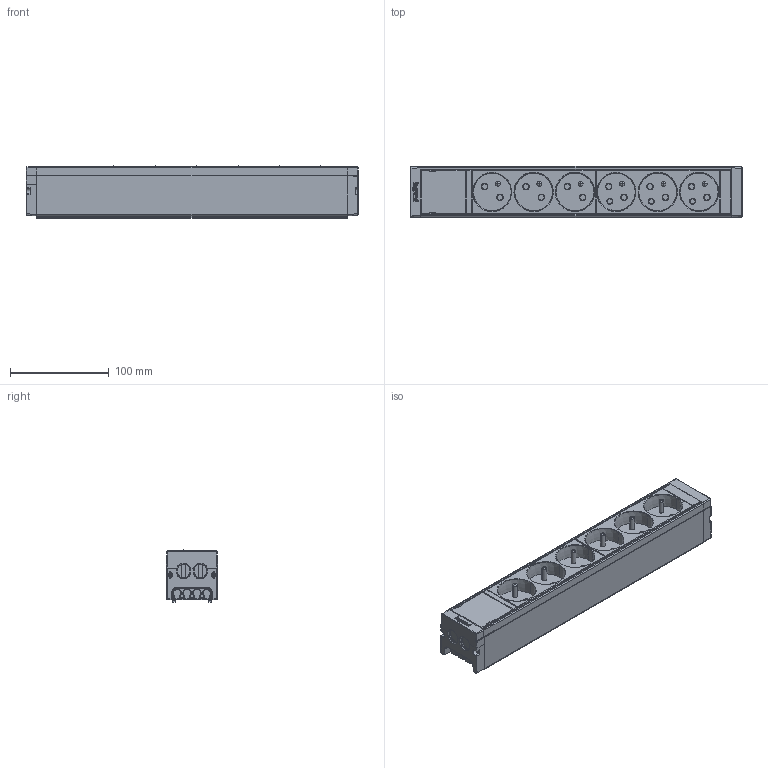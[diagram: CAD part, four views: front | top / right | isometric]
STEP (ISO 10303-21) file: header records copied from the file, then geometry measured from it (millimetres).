
FILE_DESCRIPTION(('CATIA V5 STEP Exchange','CAx-IF Rec.Pracs.--- Model Styling and Organization---1.5--- 2016-08-15','CAx-IF Rec.Pracs.---Supplemental Geometry---1.0---2011-11-01','CAx-IF Rec.Pracs.--- Composite Materials ---1.1---2010-07-15'),'2;1');
FILE_NAME('073402.stp','2022-11-15T14:56:18+00:00',('none'),('none'),'CATIA Version 5-6 Release 2020 SP3','CATIA V5 STEP AP214 v2','none');
FILE_SCHEMA(('AUTOMOTIVE_DESIGN { 1 0 10303 214 1 1 1 1 }'));
Products named in the file (1): 073402
Bounding box: 337 x 52 x 52.8 mm (x, y, z)
Volume: 154825.8 mm3; surface area: 228328.2 mm2
Topology: 14 solids, 14 shells, 6627 faces, 17801 edges, 10966 vertices
Faces by surface type: plane 2259, cylinder 2163, bspline 794, revolution 505, torus 315, cone 295, sphere 276, extrusion 20
Entity records: 241144 total; most frequent: CARTESIAN_POINT 98429, ORIENTED_EDGE 34962, DIRECTION 20371, EDGE_CURVE 17481, VERTEX_POINT 10966, VECTOR 8438, LINE 8418, AXIS2_PLACEMENT_3D 7543
